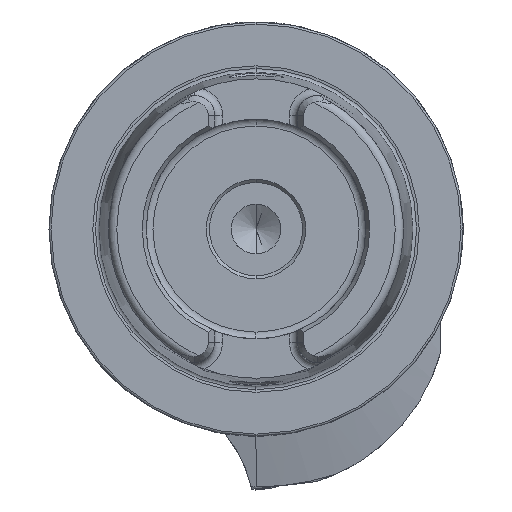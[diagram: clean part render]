
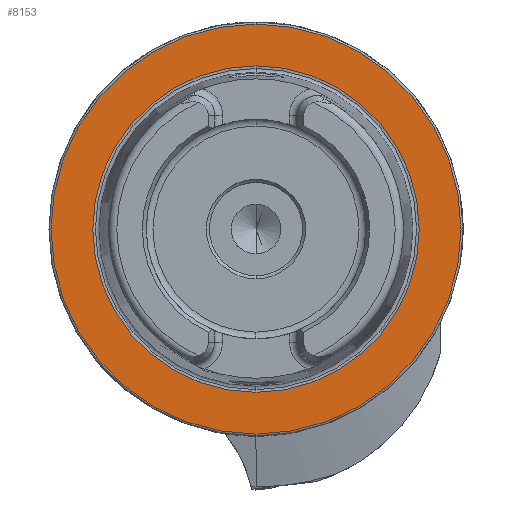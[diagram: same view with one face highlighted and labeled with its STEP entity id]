
A CAD part, left-side view. The second image highlights one B-rep face of the part: STEP entity #8153.
In plain terms, the highlighted planar face has unit normal (-1, 0, 0).
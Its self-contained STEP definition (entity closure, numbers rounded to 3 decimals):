
#71 = AXIS2_PLACEMENT_3D ( 'NONE', #1632, #812, #2729 ) ;
#185 = DIRECTION ( 'NONE',  ( 0., 0., 1. ) ) ;
#812 = DIRECTION ( 'NONE',  ( -1., 0., 0. ) ) ;
#928 = FACE_BOUND ( 'NONE', #9737, .T. ) ;
#1087 = VERTEX_POINT ( 'NONE', #6445 ) ;
#1632 = CARTESIAN_POINT ( 'NONE',  ( 0., 0., 0. ) ) ;
#1756 = VERTEX_POINT ( 'NONE', #4810 ) ;
#1939 = CARTESIAN_POINT ( 'NONE',  ( 0., 0., 0. ) ) ;
#2729 = DIRECTION ( 'NONE',  ( 0., 0., 1. ) ) ;
#2770 = CARTESIAN_POINT ( 'NONE',  ( 0., 0., 0. ) ) ;
#3158 = ORIENTED_EDGE ( 'NONE', *, *, #6276, .F. ) ;
#3556 = DIRECTION ( 'NONE',  ( 0., 0., -1. ) ) ;
#3725 = CARTESIAN_POINT ( 'NONE',  ( 0., 49.5, 0. ) ) ;
#3804 = AXIS2_PLACEMENT_3D ( 'NONE', #9038, #8150, #10941 ) ;
#4544 = EDGE_CURVE ( 'NONE', #5363, #10903, #6555, .T. ) ;
#4693 = AXIS2_PLACEMENT_3D ( 'NONE', #1939, #8176, #185 ) ;
#4810 = CARTESIAN_POINT ( 'NONE',  ( 0., 0., 49.5 ) ) ;
#4915 = ORIENTED_EDGE ( 'NONE', *, *, #6454, .T. ) ;
#5091 = CIRCLE ( 'NONE', #71, 39.414 ) ;
#5363 = VERTEX_POINT ( 'NONE', #6908 ) ;
#5412 = ORIENTED_EDGE ( 'NONE', *, *, #8588, .T. ) ;
#5471 = FACE_OUTER_BOUND ( 'NONE', #10436, .T. ) ;
#6240 = PLANE ( 'NONE',  #6593 ) ;
#6276 = EDGE_CURVE ( 'NONE', #10903, #5363, #5091, .T. ) ;
#6445 = CARTESIAN_POINT ( 'NONE',  ( 0., 0., -49.5 ) ) ;
#6454 = EDGE_CURVE ( 'NONE', #1756, #1087, #8841, .T. ) ;
#6555 = CIRCLE ( 'NONE', #4693, 39.414 ) ;
#6593 = AXIS2_PLACEMENT_3D ( 'NONE', #3725, #7285, #3556 ) ;
#6908 = CARTESIAN_POINT ( 'NONE',  ( 0., 0., 39.414 ) ) ;
#7048 = DIRECTION ( 'NONE',  ( -1., 0., 0. ) ) ;
#7285 = DIRECTION ( 'NONE',  ( 1., 0., 0. ) ) ;
#7861 = ORIENTED_EDGE ( 'NONE', *, *, #4544, .F. ) ;
#8150 = DIRECTION ( 'NONE',  ( -1., 0., 0. ) ) ;
#8153 = ADVANCED_FACE ( 'NONE', ( #928, #5471 ), #6240, .F. ) ;
#8176 = DIRECTION ( 'NONE',  ( -1., 0., 0. ) ) ;
#8588 = EDGE_CURVE ( 'NONE', #1087, #1756, #8975, .T. ) ;
#8841 = CIRCLE ( 'NONE', #3804, 49.5 ) ;
#8975 = CIRCLE ( 'NONE', #10467, 49.5 ) ;
#9038 = CARTESIAN_POINT ( 'NONE',  ( 0., 0., 0. ) ) ;
#9737 = EDGE_LOOP ( 'NONE', ( #7861, #3158 ) ) ;
#10436 = EDGE_LOOP ( 'NONE', ( #4915, #5412 ) ) ;
#10467 = AXIS2_PLACEMENT_3D ( 'NONE', #2770, #7048, #10598 ) ;
#10545 = CARTESIAN_POINT ( 'NONE',  ( 0., 0., -39.414 ) ) ;
#10598 = DIRECTION ( 'NONE',  ( 0., 0., 1. ) ) ;
#10903 = VERTEX_POINT ( 'NONE', #10545 ) ;
#10941 = DIRECTION ( 'NONE',  ( 0., 0., 1. ) ) ;
